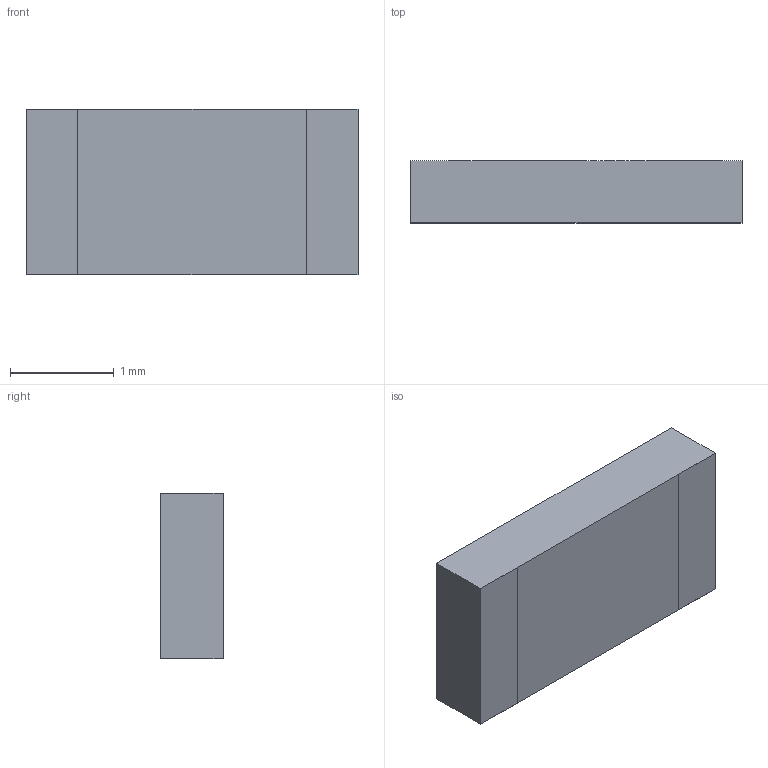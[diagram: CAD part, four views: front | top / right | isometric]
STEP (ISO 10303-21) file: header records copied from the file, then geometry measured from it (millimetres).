
FILE_DESCRIPTION (( 'STEP AP214' ), '1' );
FILE_NAME ('ACAG0301-1575-T.STEP', '2018-03-08T11:53:37', ( 'sathurthi' ), ( '' ), 'SwSTEP 2.0', 'SolidWorks 2017', '' );
FILE_SCHEMA (( 'AUTOMOTIVE_DESIGN' ));
Length unit declared in the file: millimetre
Products named in the file (1): ACAG0301-1575-T
Bounding box: 3.2 x 0.6 x 1.6 mm (x, y, z)
Volume: 3.1 mm3; surface area: 19.4 mm2
Topology: 4 solids, 4 shells, 200 faces, 516 edges, 344 vertices
Faces by surface type: plane 133, bspline 67
Entity records: 11938 total; most frequent: CARTESIAN_POINT 5456, ORIENTED_EDGE 1032, DIRECTION 650, EDGE_CURVE 516, LINE 382, VECTOR 382, VERTEX_POINT 344, EDGE_LOOP 220
